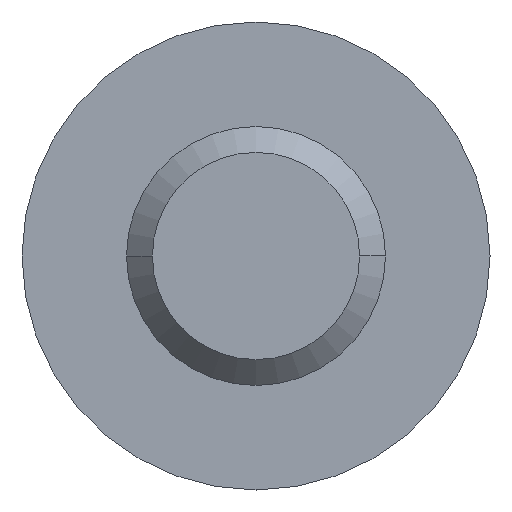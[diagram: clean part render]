
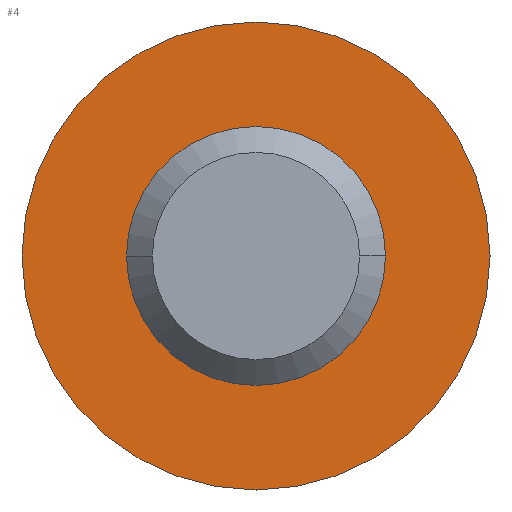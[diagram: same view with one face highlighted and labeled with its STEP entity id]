
A CAD part, front view. The second image highlights one B-rep face of the part: STEP entity #4.
In plain terms, the highlighted planar face has unit normal (0, -1, 0).
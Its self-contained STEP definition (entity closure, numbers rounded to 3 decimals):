
#4 = ADVANCED_FACE ( 'NONE', ( #114, #188 ), #68, .F. ) ;
#14 = AXIS2_PLACEMENT_3D ( 'NONE', #238, #23, #122 ) ;
#23 = DIRECTION ( 'NONE',  ( 0., 1., 0. ) ) ;
#27 = CARTESIAN_POINT ( 'NONE',  ( 0., 20., 0. ) ) ;
#39 = CARTESIAN_POINT ( 'NONE',  ( 0., 20., 0. ) ) ;
#40 = VERTEX_POINT ( 'NONE', #148 ) ;
#43 = CARTESIAN_POINT ( 'NONE',  ( -2.71, 20., 0. ) ) ;
#49 = EDGE_CURVE ( 'NONE', #40, #186, #258, .T. ) ;
#56 = DIRECTION ( 'NONE',  ( -1., 0., 0. ) ) ;
#67 = DIRECTION ( 'NONE',  ( -1., 0., 0. ) ) ;
#68 = PLANE ( 'NONE',  #198 ) ;
#73 = ORIENTED_EDGE ( 'NONE', *, *, #84, .F. ) ;
#74 = CARTESIAN_POINT ( 'NONE',  ( 0., 20., 0. ) ) ;
#84 = EDGE_CURVE ( 'NONE', #214, #251, #287, .T. ) ;
#96 = DIRECTION ( 'NONE',  ( -1., 0., 0. ) ) ;
#114 = FACE_OUTER_BOUND ( 'NONE', #280, .T. ) ;
#115 = AXIS2_PLACEMENT_3D ( 'NONE', #39, #169, #67 ) ;
#119 = ORIENTED_EDGE ( 'NONE', *, *, #120, .F. ) ;
#120 = EDGE_CURVE ( 'NONE', #251, #214, #264, .T. ) ;
#121 = CIRCLE ( 'NONE', #115, 1.5 ) ;
#122 = DIRECTION ( 'NONE',  ( -1., 0., 0. ) ) ;
#143 = ORIENTED_EDGE ( 'NONE', *, *, #49, .T. ) ;
#148 = CARTESIAN_POINT ( 'NONE',  ( -1.5, 20., 0. ) ) ;
#156 = AXIS2_PLACEMENT_3D ( 'NONE', #27, #180, #56 ) ;
#158 = CARTESIAN_POINT ( 'NONE',  ( 2.71, 20., 0. ) ) ;
#168 = AXIS2_PLACEMENT_3D ( 'NONE', #74, #288, #218 ) ;
#169 = DIRECTION ( 'NONE',  ( 0., 1., 0. ) ) ;
#170 = ORIENTED_EDGE ( 'NONE', *, *, #257, .T. ) ;
#180 = DIRECTION ( 'NONE',  ( 0., 1., 0. ) ) ;
#186 = VERTEX_POINT ( 'NONE', #295 ) ;
#188 = FACE_BOUND ( 'NONE', #305, .T. ) ;
#198 = AXIS2_PLACEMENT_3D ( 'NONE', #279, #211, #96 ) ;
#211 = DIRECTION ( 'NONE',  ( 0., 1., 0. ) ) ;
#214 = VERTEX_POINT ( 'NONE', #158 ) ;
#218 = DIRECTION ( 'NONE',  ( -1., 0., 0. ) ) ;
#238 = CARTESIAN_POINT ( 'NONE',  ( 0., 20., 0. ) ) ;
#251 = VERTEX_POINT ( 'NONE', #43 ) ;
#257 = EDGE_CURVE ( 'NONE', #186, #40, #121, .T. ) ;
#258 = CIRCLE ( 'NONE', #168, 1.5 ) ;
#264 = CIRCLE ( 'NONE', #156, 2.71 ) ;
#279 = CARTESIAN_POINT ( 'NONE',  ( 1.5, 20., 0. ) ) ;
#280 = EDGE_LOOP ( 'NONE', ( #119, #73 ) ) ;
#287 = CIRCLE ( 'NONE', #14, 2.71 ) ;
#288 = DIRECTION ( 'NONE',  ( 0., 1., 0. ) ) ;
#295 = CARTESIAN_POINT ( 'NONE',  ( 1.5, 20., 0. ) ) ;
#305 = EDGE_LOOP ( 'NONE', ( #143, #170 ) ) ;
